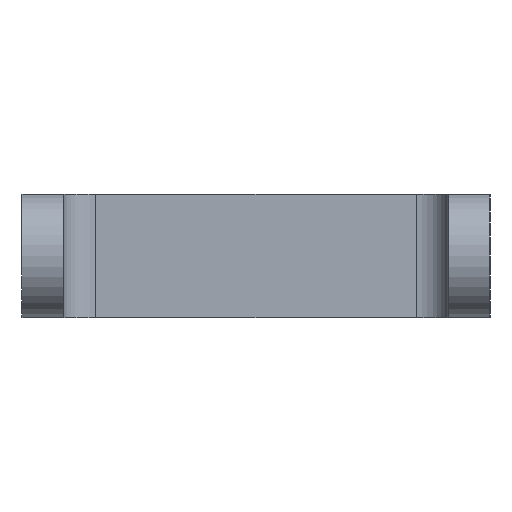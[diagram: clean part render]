
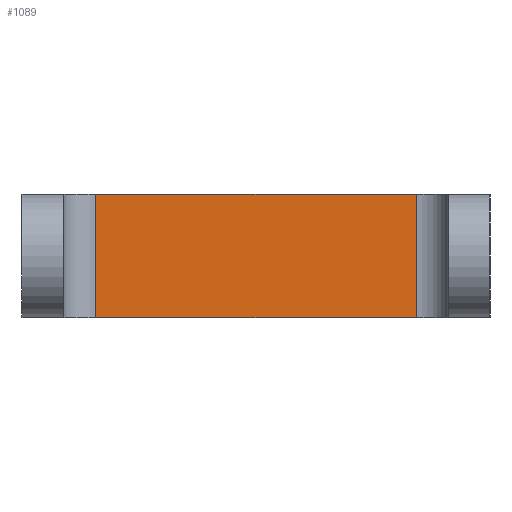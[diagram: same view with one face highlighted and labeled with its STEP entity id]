
A CAD part, left-side view. The second image highlights one B-rep face of the part: STEP entity #1089.
In plain terms, the highlighted planar face has unit normal (-1, 0, 0).
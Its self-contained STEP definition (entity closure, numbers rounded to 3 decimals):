
#55=PLANE('',#1209);
#107=FACE_OUTER_BOUND('',#177,.T.);
#177=EDGE_LOOP('',(#985,#986,#987,#988));
#260=LINE('',#1775,#364);
#264=LINE('',#1792,#368);
#278=LINE('',#1828,#382);
#283=LINE('',#1839,#387);
#364=VECTOR('',#1446,10.);
#368=VECTOR('',#1462,10.);
#382=VECTOR('',#1502,10.);
#387=VECTOR('',#1519,10.);
#527=VERTEX_POINT('',#1768);
#530=VERTEX_POINT('',#1773);
#534=VERTEX_POINT('',#1785);
#537=VERTEX_POINT('',#1790);
#666=EDGE_CURVE('',#530,#527,#260,.T.);
#674=EDGE_CURVE('',#537,#534,#264,.T.);
#694=EDGE_CURVE('',#537,#527,#278,.T.);
#699=EDGE_CURVE('',#534,#530,#283,.T.);
#985=ORIENTED_EDGE('',*,*,#666,.F.);
#986=ORIENTED_EDGE('',*,*,#699,.F.);
#987=ORIENTED_EDGE('',*,*,#674,.F.);
#988=ORIENTED_EDGE('',*,*,#694,.T.);
#1089=ADVANCED_FACE('',(#107),#55,.T.);
#1209=AXIS2_PLACEMENT_3D('',#1838,#1517,#1518);
#1446=DIRECTION('',(0.,0.,-1.));
#1462=DIRECTION('',(0.,0.,1.));
#1502=DIRECTION('',(0.,-1.,0.));
#1517=DIRECTION('center_axis',(-1.,0.,0.));
#1518=DIRECTION('ref_axis',(0.,-1.,0.));
#1519=DIRECTION('',(0.,-1.,0.));
#1768=CARTESIAN_POINT('',(0.,9.,0.));
#1773=CARTESIAN_POINT('',(0.,9.,15.));
#1775=CARTESIAN_POINT('',(0.,9.,3.75));
#1785=CARTESIAN_POINT('',(0.,48.,15.));
#1790=CARTESIAN_POINT('',(0.,48.,0.));
#1792=CARTESIAN_POINT('',(0.,48.,3.75));
#1828=CARTESIAN_POINT('',(0.,57.,0.));
#1838=CARTESIAN_POINT('Origin',(0.,57.,0.));
#1839=CARTESIAN_POINT('',(0.,57.,15.));
